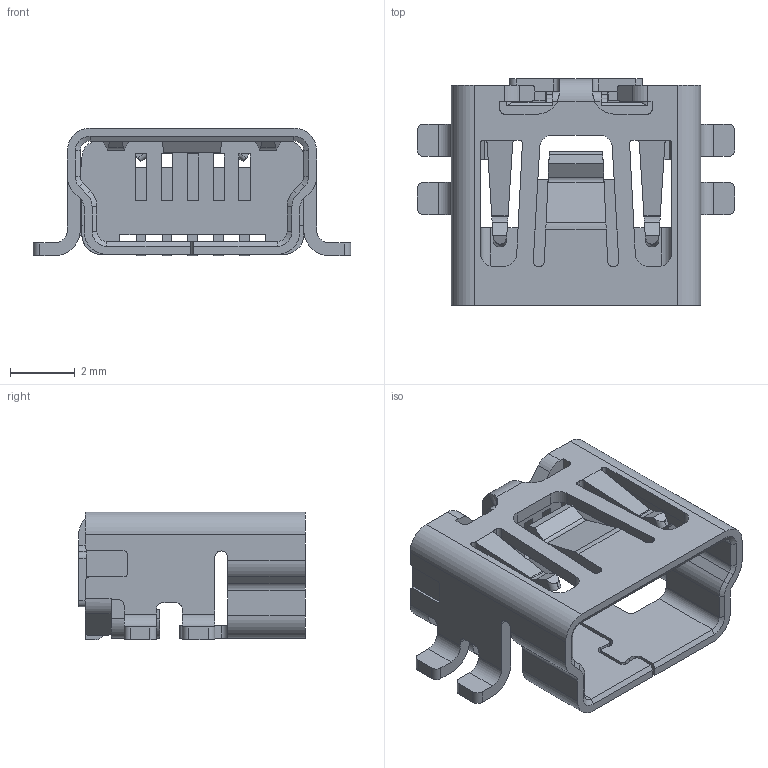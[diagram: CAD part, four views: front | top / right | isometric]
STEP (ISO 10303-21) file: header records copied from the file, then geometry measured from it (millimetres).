
FILE_DESCRIPTION(('OneSpaceDesigner STEP Export'),'2;1');
FILE_NAME('UX60SC-MB-5ST.stp','2007-09-05T10:59:25',(''),(''),'OneSpace Designer STEP processor for AP214 (Solid Model)','OneSpace Modeling 15.00A 14-Mar-2007 (C) CoCreate Software GmbH','');
FILE_SCHEMA(('AUTOMOTIVE_DESIGN { 1 0 10303 214 1 1 1 1 }'));
Length unit declared in the file: millimetre
Products named in the file (2): UX60SC-MB-5ST
Assembly tree (1 placements, depth 2):
  UX60SC-MB-5ST
    UX60SC-MB-5ST
Bounding box: 9.8 x 7 x 3.95 mm (x, y, z)
Volume: 62.8 mm3; surface area: 362.8 mm2
Topology: 1 solids, 1 shells, 510 faces, 1488 edges, 969 vertices
Faces by surface type: plane 337, cylinder 155, bspline 10, cone 8
Entity records: 17531 total; most frequent: CARTESIAN_POINT 4041, ORIENTED_EDGE 2976, DIRECTION 2658, EDGE_CURVE 1488, VECTOR 1090, LINE 1090, VERTEX_POINT 969, AXIS2_PLACEMENT_3D 784
